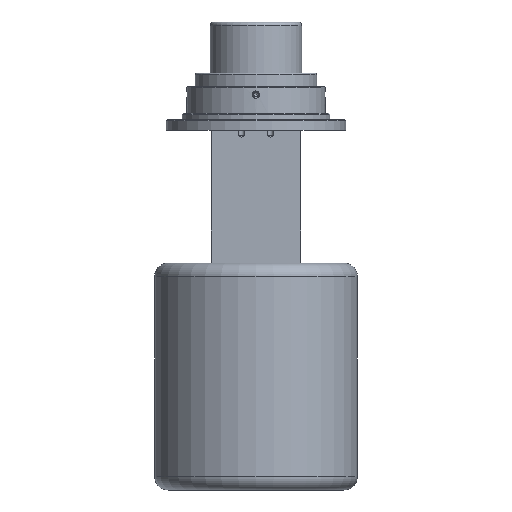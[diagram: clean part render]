
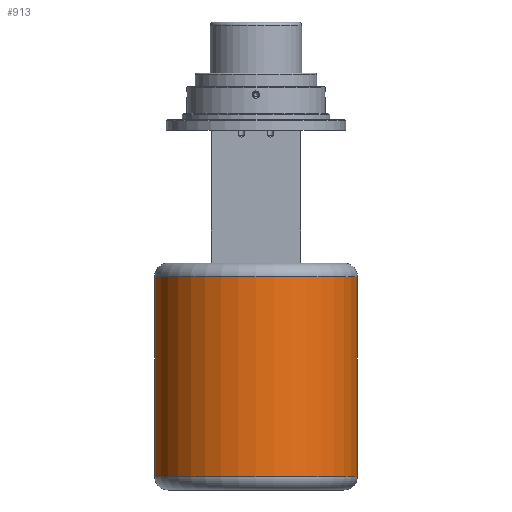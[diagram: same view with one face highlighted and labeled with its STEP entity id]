
A CAD part, front view. The second image highlights one B-rep face of the part: STEP entity #913.
In plain terms, the highlighted cylindrical face has radius 113 mm (diameter 226 mm), a full revolution.
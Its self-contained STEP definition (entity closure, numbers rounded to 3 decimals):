
#913=ADVANCED_FACE('',(#2497,#2499),#2501,.T.);
#2497=FACE_OUTER_BOUND('',#2498,.T.);
#2498=EDGE_LOOP('',(#3391));
#2499=FACE_OUTER_BOUND('',#2500,.T.);
#2500=EDGE_LOOP('',(#3392));
#2501=CYLINDRICAL_SURFACE('',#2502,113.);
#2502=AXIS2_PLACEMENT_3D('',#2503,#2504,#2505);
#2503=CARTESIAN_POINT('',(0.,0.,0.));
#2504=DIRECTION('',(0.,0.,-1.));
#2505=DIRECTION('',(0.,-1.,0.));
#3391=ORIENTED_EDGE('',*,*,#3770,.T.);
#3392=ORIENTED_EDGE('',*,*,#3806,.F.);
#3770=EDGE_CURVE('',#4197,#4197,#4198,.T.);
#3806=EDGE_CURVE('',#4269,#4269,#4270,.T.);
#4197=VERTEX_POINT('',#5433);
#4198=CIRCLE('',#5434,113.);
#4269=VERTEX_POINT('',#6056);
#4270=CIRCLE('',#6057,113.);
#5433=CARTESIAN_POINT('',(0.,-113.,-15.));
#5434=AXIS2_PLACEMENT_3D('',#5435,#5436,#5437);
#5435=CARTESIAN_POINT('',(0.,0.,-15.));
#5436=DIRECTION('',(0.,0.,-1.));
#5437=DIRECTION('',(0.,-1.,0.));
#6056=CARTESIAN_POINT('',(0.,-113.,-238.));
#6057=AXIS2_PLACEMENT_3D('',#6058,#6059,#6060);
#6058=CARTESIAN_POINT('',(0.,0.,-238.));
#6059=DIRECTION('',(0.,0.,-1.));
#6060=DIRECTION('',(0.,-1.,0.));
